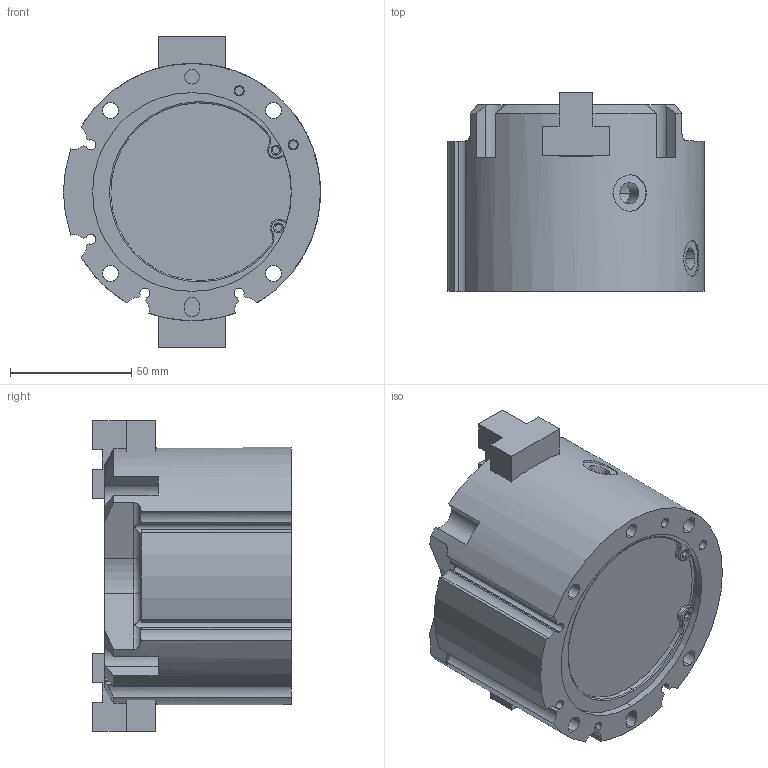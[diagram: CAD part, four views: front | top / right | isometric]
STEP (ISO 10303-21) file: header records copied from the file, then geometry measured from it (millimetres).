
FILE_DESCRIPTION (( 'STEP AP203' ), '1' );
FILE_NAME ('GC-802.STEP', '2019-09-19T03:10:16', ( 'user' ), ( '' ), 'SwSTEP 2.0', 'SolidWorks 2014', '' );
FILE_SCHEMA (( 'CONFIG_CONTROL_DESIGN' ));
Length unit declared in the file: millimetre
Products named in the file (1): GC-802
Bounding box: 106 x 82 x 128.05 mm (x, y, z)
Surface area: 71144.9 mm2 (no closed solid volume)
Topology: 0 solids, 9 shells, 270 faces, 812 edges, 553 vertices
Faces by surface type: cylinder 112, plane 109, torus 31, cone 18
Entity records: 9706 total; most frequent: CARTESIAN_POINT 2254, DIRECTION 1609, ORIENTED_EDGE 1418, EDGE_CURVE 812, AXIS2_PLACEMENT_3D 588, VERTEX_POINT 553, VECTOR 433, LINE 433
